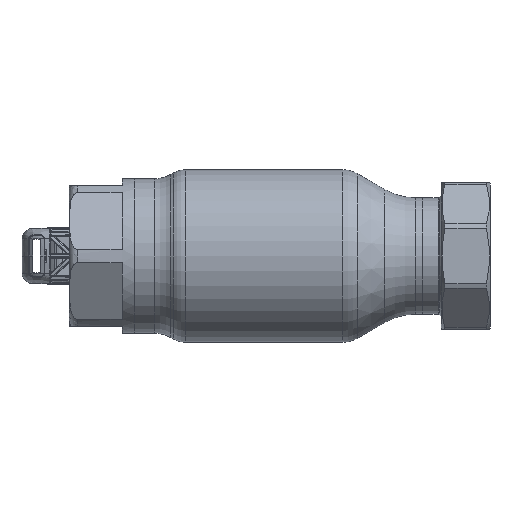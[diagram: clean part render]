
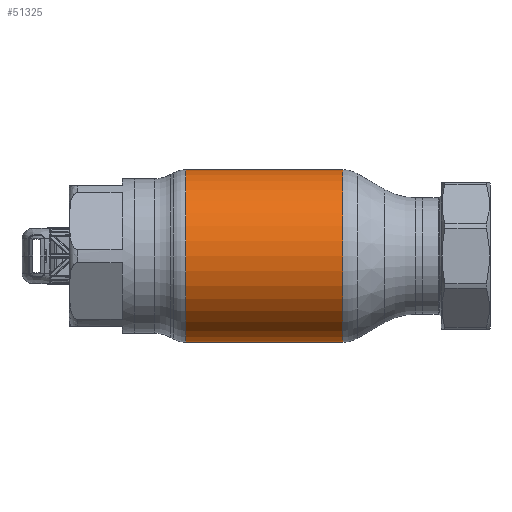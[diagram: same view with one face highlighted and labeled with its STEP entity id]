
A CAD part, front view. The second image highlights one B-rep face of the part: STEP entity #51325.
In plain terms, the highlighted cylindrical face has radius 42.5 mm (diameter 85 mm), a partial arc.
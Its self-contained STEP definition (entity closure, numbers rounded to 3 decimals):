
#1093 = DIRECTION ( 'NONE',  ( 1., 0., 0. ) ) ;
#1784 = CARTESIAN_POINT ( 'NONE',  ( 62.69, 0., -42.5 ) ) ;
#2248 = ORIENTED_EDGE ( 'NONE', *, *, #9963, .T. ) ;
#6516 = CARTESIAN_POINT ( 'NONE',  ( 38.749, 0., -42.5 ) ) ;
#6649 = DIRECTION ( 'NONE',  ( 1., 0., 0. ) ) ;
#9963 = EDGE_CURVE ( 'NONE', #27747, #28089, #49341, .T. ) ;
#10805 = EDGE_CURVE ( 'NONE', #28089, #46986, #16713, .T. ) ;
#11667 = CARTESIAN_POINT ( 'NONE',  ( 62.69, 0., 42.5 ) ) ;
#16571 = DIRECTION ( 'NONE',  ( 0., 0., -1. ) ) ;
#16713 = LINE ( 'NONE', #1784, #28801 ) ;
#18208 = CARTESIAN_POINT ( 'NONE',  ( -38.749, 0., -42.5 ) ) ;
#23629 = ORIENTED_EDGE ( 'NONE', *, *, #51175, .F. ) ;
#25667 = CARTESIAN_POINT ( 'NONE',  ( 62.69, 0., 0. ) ) ;
#27747 = VERTEX_POINT ( 'NONE', #44817 ) ;
#28089 = VERTEX_POINT ( 'NONE', #18208 ) ;
#28801 = VECTOR ( 'NONE', #6649, 1000. ) ;
#29834 = EDGE_CURVE ( 'NONE', #27747, #49754, #38531, .T. ) ;
#30607 = ORIENTED_EDGE ( 'NONE', *, *, #10805, .T. ) ;
#33515 = CIRCLE ( 'NONE', #41440, 42.5 ) ;
#35520 = VECTOR ( 'NONE', #1093, 1000. ) ;
#35624 = ORIENTED_EDGE ( 'NONE', *, *, #29834, .F. ) ;
#37506 = DIRECTION ( 'NONE',  ( 1., 0., 0. ) ) ;
#37593 = AXIS2_PLACEMENT_3D ( 'NONE', #55629, #41208, #56480 ) ;
#38531 = LINE ( 'NONE', #11667, #35520 ) ;
#41208 = DIRECTION ( 'NONE',  ( 1., 0., 0. ) ) ;
#41440 = AXIS2_PLACEMENT_3D ( 'NONE', #56784, #37506, #42340 ) ;
#41789 = FACE_OUTER_BOUND ( 'NONE', #62033, .T. ) ;
#42340 = DIRECTION ( 'NONE',  ( 0., 0., -1. ) ) ;
#44007 = CARTESIAN_POINT ( 'NONE',  ( 38.749, 0., 42.5 ) ) ;
#44817 = CARTESIAN_POINT ( 'NONE',  ( -38.749, 0., 42.5 ) ) ;
#46986 = VERTEX_POINT ( 'NONE', #6516 ) ;
#49272 = DIRECTION ( 'NONE',  ( 1., 0., 0. ) ) ;
#49341 = CIRCLE ( 'NONE', #37593, 42.5 ) ;
#49754 = VERTEX_POINT ( 'NONE', #44007 ) ;
#51175 = EDGE_CURVE ( 'NONE', #49754, #46986, #33515, .T. ) ;
#51325 = ADVANCED_FACE ( 'NONE', ( #41789 ), #51650, .T. ) ;
#51650 = CYLINDRICAL_SURFACE ( 'NONE', #55655, 42.5 ) ;
#55629 = CARTESIAN_POINT ( 'NONE',  ( -38.749, 0., 0. ) ) ;
#55655 = AXIS2_PLACEMENT_3D ( 'NONE', #25667, #49272, #16571 ) ;
#56480 = DIRECTION ( 'NONE',  ( 0., 0., -1. ) ) ;
#56784 = CARTESIAN_POINT ( 'NONE',  ( 38.749, 0., 0. ) ) ;
#62033 = EDGE_LOOP ( 'NONE', ( #35624, #2248, #30607, #23629 ) ) ;
